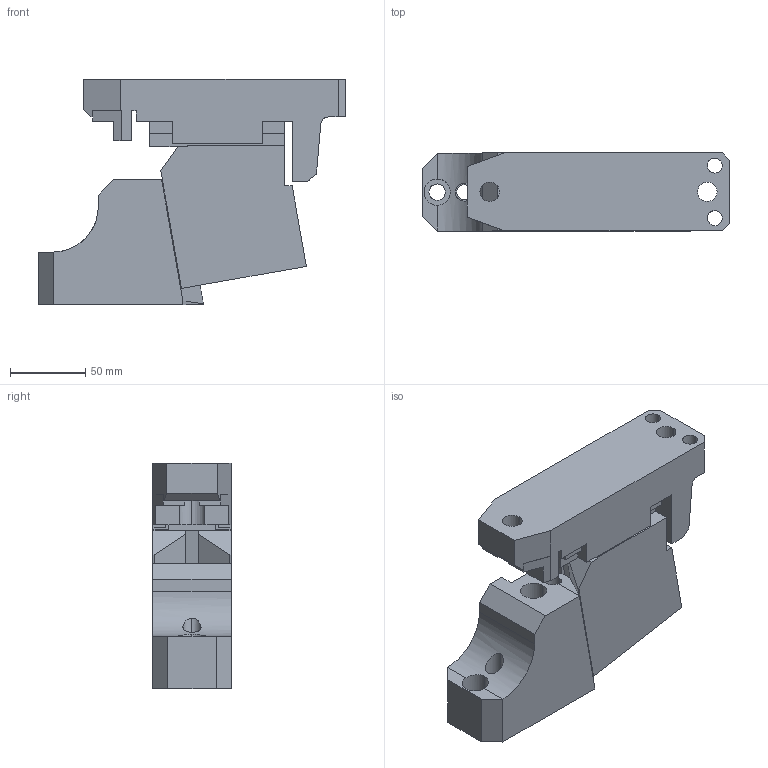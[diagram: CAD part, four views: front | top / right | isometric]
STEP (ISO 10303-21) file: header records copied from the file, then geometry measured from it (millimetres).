
FILE_DESCRIPTION(('CATIA V5 STEP Exchange'),'2;1');
FILE_NAME('CACS_52_80.stp','2015-04-22T10:51:18+00:00',('none'),('none'),'CATIA Version 5 Release 19 SP 2 (IN-10)','CATIA V5 STEP AP203','none');
FILE_SCHEMA(('CONFIG_CONTROL_DESIGN'));
Length unit declared in the file: millimetre
Products named in the file (1): CACS_52_80
Bounding box: 205 x 52 x 150 mm (x, y, z)
Volume: 939751.1 mm3; surface area: 129088.1 mm2
Topology: 3 solids, 3 shells, 167 faces, 468 edges, 309 vertices
Faces by surface type: plane 126, cylinder 41
Entity records: 5681 total; most frequent: CARTESIAN_POINT 1460, ORIENTED_EDGE 936, DIRECTION 725, EDGE_CURVE 468, VECTOR 365, LINE 365, VERTEX_POINT 309, AXIS2_PLACEMENT_3D 214
